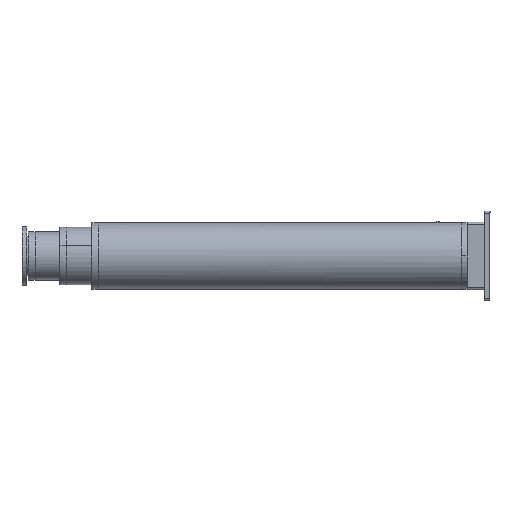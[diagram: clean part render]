
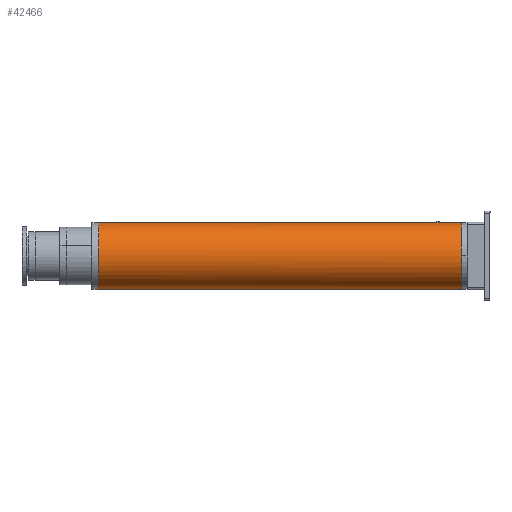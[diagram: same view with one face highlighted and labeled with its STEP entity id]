
A CAD part, left-side view. The second image highlights one B-rep face of the part: STEP entity #42466.
In plain terms, the highlighted cylindrical face has radius 73.5 mm (diameter 147 mm), a partial arc.
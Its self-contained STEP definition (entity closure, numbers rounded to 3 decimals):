
#1496 = CARTESIAN_POINT ( 'NONE',  ( -73.505, -4.811, 807. ) ) ;
#2170 = CARTESIAN_POINT ( 'NONE',  ( -55.378, -48.574, 807. ) ) ;
#2470 = LINE ( 'NONE', #33546, #10826 ) ;
#2522 = CARTESIAN_POINT ( 'NONE',  ( -58.444, -44.837, 807. ) ) ;
#3206 = CARTESIAN_POINT ( 'NONE',  ( 44.837, -58.444, 807. ) ) ;
#3569 = CARTESIAN_POINT ( 'NONE',  ( -69.751, -23.684, 807. ) ) ;
#3716 = EDGE_CURVE ( 'NONE', #27347, #65134, #40822, .T. ) ;
#6678 = VECTOR ( 'NONE', #60700, 1000. ) ;
#7424 = CARTESIAN_POINT ( 'NONE',  ( 73.502, 0., 807. ) ) ;
#7759 = CARTESIAN_POINT ( 'NONE',  ( -66.069, -32.574, 807. ) ) ;
#8583 = DIRECTION ( 'NONE',  ( 1., 0., 0. ) ) ;
#9392 = EDGE_CURVE ( 'NONE', #10429, #27347, #24367, .T. ) ;
#9672 = CARTESIAN_POINT ( 'NONE',  ( 0., 0., 807. ) ) ;
#10429 = VERTEX_POINT ( 'NONE', #30934 ) ;
#10826 = VECTOR ( 'NONE', #67007, 1000. ) ;
#10968 = EDGE_CURVE ( 'NONE', #10429, #66772, #15375, .T. ) ;
#12480 = ORIENTED_EDGE ( 'NONE', *, *, #59362, .F. ) ;
#12524 = CARTESIAN_POINT ( 'NONE',  ( -73.5, 0., 807. ) ) ;
#13009 = CARTESIAN_POINT ( 'NONE',  ( -44.837, -58.444, 807. ) ) ;
#13358 = CARTESIAN_POINT ( 'NONE',  ( 69.751, -23.684, 807. ) ) ;
#15375 = B_SPLINE_CURVE_WITH_KNOTS ( 'NONE', 3,
 ( #28027, #1496, #44093, #35315, #3569, #7759, #29730, #2522, #2170, #61169, #13009, #46172, #67404, #40221, #55254, #18598, #19631, #40913, #24865, #18929, #39874, #66014, #28693, #3206, #62200, #50014, #51401, #29041, #66701, #13358, #33932, #67062, #23485, #7424 ),
 .UNSPECIFIED., .F., .F.,
 ( 4, 2, 2, 2, 2, 2, 2, 2, 2, 2, 2, 2, 2, 2, 2, 2, 4 ),
 ( 0.5, 0.531, 0.563, 0.594, 0.625, 0.656, 0.688, 0.719, 0.75, 0.781, 0.813, 0.844, 0.875, 0.906, 0.938, 0.969, 1. ),
 .UNSPECIFIED. ) ;
#17486 = CARTESIAN_POINT ( 'NONE',  ( -73.5, 0., 0. ) ) ;
#18598 = CARTESIAN_POINT ( 'NONE',  ( -9.622, -73.031, 807. ) ) ;
#18929 = CARTESIAN_POINT ( 'NONE',  ( 19.059, -71.154, 807. ) ) ;
#19290 = ORIENTED_EDGE ( 'NONE', *, *, #9392, .T. ) ;
#19631 = CARTESIAN_POINT ( 'NONE',  ( -4.811, -73.505, 807. ) ) ;
#21314 = AXIS2_PLACEMENT_3D ( 'NONE', #9672, #30915, #31262 ) ;
#23485 = CARTESIAN_POINT ( 'NONE',  ( 73.505, -4.811, 807. ) ) ;
#24367 = LINE ( 'NONE', #12524, #6678 ) ;
#24865 = CARTESIAN_POINT ( 'NONE',  ( 9.622, -73.031, 807. ) ) ;
#27347 = VERTEX_POINT ( 'NONE', #17486 ) ;
#28027 = CARTESIAN_POINT ( 'NONE',  ( -73.502, 0., 807. ) ) ;
#28693 = CARTESIAN_POINT ( 'NONE',  ( 36.837, -63.79, 807. ) ) ;
#29041 = CARTESIAN_POINT ( 'NONE',  ( 63.79, -36.837, 807. ) ) ;
#29730 = CARTESIAN_POINT ( 'NONE',  ( -63.79, -36.837, 807. ) ) ;
#30915 = DIRECTION ( 'NONE',  ( 0., 0., -1. ) ) ;
#30934 = CARTESIAN_POINT ( 'NONE',  ( -73.502, 0., 807. ) ) ;
#31262 = DIRECTION ( 'NONE',  ( -1., 0., 0. ) ) ;
#33087 = AXIS2_PLACEMENT_3D ( 'NONE', #45585, #40686, #8583 ) ;
#33546 = CARTESIAN_POINT ( 'NONE',  ( 73.5, 0., 807. ) ) ;
#33932 = CARTESIAN_POINT ( 'NONE',  ( 71.154, -19.059, 807. ) ) ;
#35315 = CARTESIAN_POINT ( 'NONE',  ( -71.154, -19.059, 807. ) ) ;
#39874 = CARTESIAN_POINT ( 'NONE',  ( 23.684, -69.751, 807. ) ) ;
#40221 = CARTESIAN_POINT ( 'NONE',  ( -23.684, -69.751, 807. ) ) ;
#40686 = DIRECTION ( 'NONE',  ( 0., 0., 1. ) ) ;
#40822 = CIRCLE ( 'NONE', #33087, 73.5 ) ;
#40913 = CARTESIAN_POINT ( 'NONE',  ( 4.811, -73.505, 807. ) ) ;
#42466 = ADVANCED_FACE ( 'NONE', ( #57503 ), #57833, .T. ) ;
#44093 = CARTESIAN_POINT ( 'NONE',  ( -73.031, -9.622, 807. ) ) ;
#44550 = CARTESIAN_POINT ( 'NONE',  ( 73.5, 0., 0. ) ) ;
#45214 = ORIENTED_EDGE ( 'NONE', *, *, #10968, .F. ) ;
#45585 = CARTESIAN_POINT ( 'NONE',  ( 0., 0., 0. ) ) ;
#46172 = CARTESIAN_POINT ( 'NONE',  ( -36.837, -63.79, 807. ) ) ;
#50014 = CARTESIAN_POINT ( 'NONE',  ( 55.378, -48.574, 807. ) ) ;
#51401 = CARTESIAN_POINT ( 'NONE',  ( 58.444, -44.837, 807. ) ) ;
#53192 = CARTESIAN_POINT ( 'NONE',  ( 73.502, 0., 807. ) ) ;
#55254 = CARTESIAN_POINT ( 'NONE',  ( -19.059, -71.154, 807. ) ) ;
#57503 = FACE_OUTER_BOUND ( 'NONE', #66423, .T. ) ;
#57833 = CYLINDRICAL_SURFACE ( 'NONE', #21314, 73.5 ) ;
#59362 = EDGE_CURVE ( 'NONE', #66772, #65134, #2470, .T. ) ;
#60700 = DIRECTION ( 'NONE',  ( 0., 0., -1. ) ) ;
#61169 = CARTESIAN_POINT ( 'NONE',  ( -48.574, -55.378, 807. ) ) ;
#62200 = CARTESIAN_POINT ( 'NONE',  ( 48.574, -55.378, 807. ) ) ;
#65134 = VERTEX_POINT ( 'NONE', #44550 ) ;
#65823 = ORIENTED_EDGE ( 'NONE', *, *, #3716, .T. ) ;
#66014 = CARTESIAN_POINT ( 'NONE',  ( 32.574, -66.069, 807. ) ) ;
#66423 = EDGE_LOOP ( 'NONE', ( #12480, #45214, #19290, #65823 ) ) ;
#66701 = CARTESIAN_POINT ( 'NONE',  ( 66.069, -32.574, 807. ) ) ;
#66772 = VERTEX_POINT ( 'NONE', #53192 ) ;
#67007 = DIRECTION ( 'NONE',  ( 0., 0., -1. ) ) ;
#67062 = CARTESIAN_POINT ( 'NONE',  ( 73.031, -9.622, 807. ) ) ;
#67404 = CARTESIAN_POINT ( 'NONE',  ( -32.574, -66.069, 807. ) ) ;
